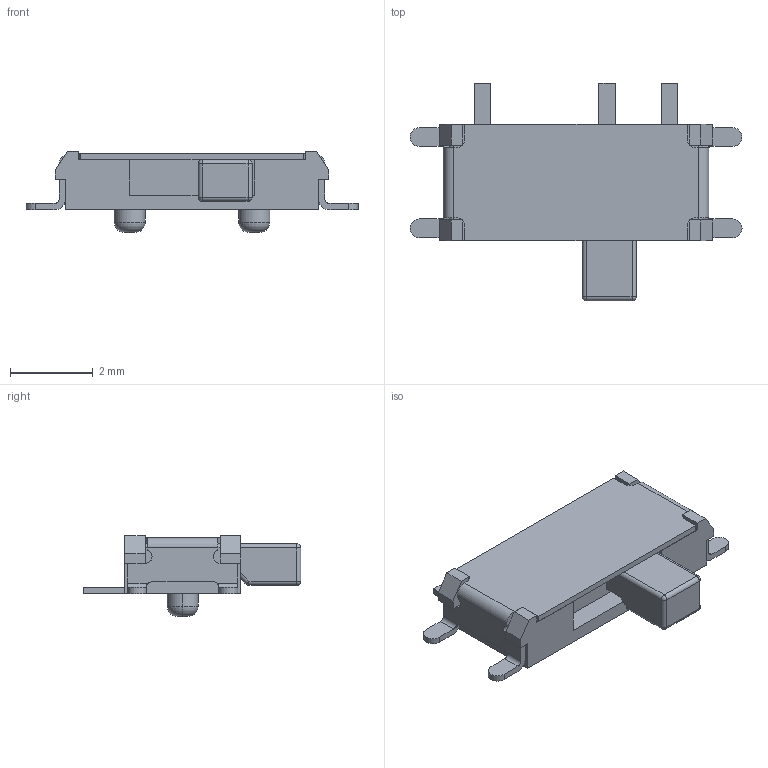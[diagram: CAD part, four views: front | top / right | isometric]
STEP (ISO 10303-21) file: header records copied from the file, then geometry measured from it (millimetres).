
FILE_DESCRIPTION (( 'STEP AP214' ), '1' );
FILE_NAME ('SW-TH_MSK12C02-HB-1.STEP', '2024-08-09T06:34:44', ( '' ), ( '' ), 'SwSTEP 2.0', 'SolidWorks 2021', '' );
FILE_SCHEMA (( 'AUTOMOTIVE_DESIGN' ));
Length unit declared in the file: millimetre
Products named in the file (1): SW-TH_MSK12C02-HB-1
Bounding box: 8 x 5.25 x 1.95 mm (x, y, z)
Volume: 25.8 mm3; surface area: 122.1 mm2
Topology: 2 solids, 2 shells, 379 faces, 1041 edges, 682 vertices
Faces by surface type: plane 224, bspline 98, cylinder 47, sphere 6, torus 4
Entity records: 16714 total; most frequent: CARTESIAN_POINT 3518, ORIENTED_EDGE 2072, DIRECTION 1486, EDGE_CURVE 1036, LINE 730, VECTOR 730, VERTEX_POINT 682, EDGE_LOOP 400
